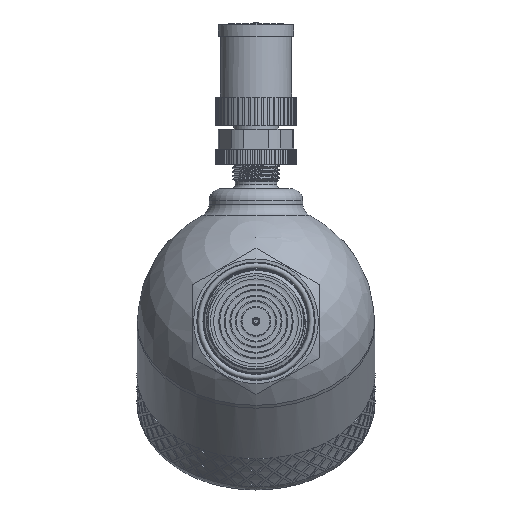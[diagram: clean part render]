
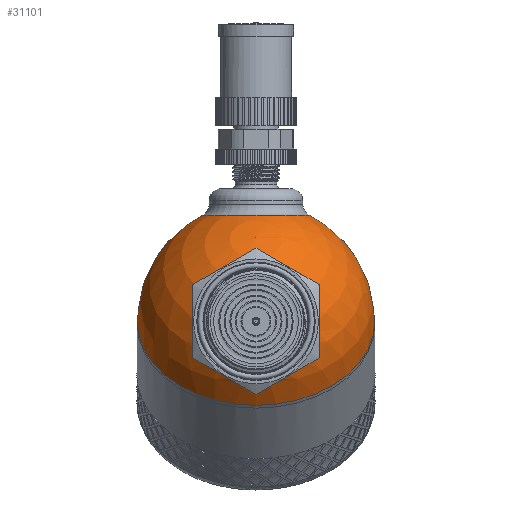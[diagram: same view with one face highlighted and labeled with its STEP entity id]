
A CAD part, left-side view. The second image highlights one B-rep face of the part: STEP entity #31101.
In plain terms, the highlighted spherical face has radius 30 mm.
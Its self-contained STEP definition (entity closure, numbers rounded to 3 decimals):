
#43=SPHERICAL_SURFACE('',#32441,30.);
#436=FACE_BOUND('',#10455,.T.);
#437=FACE_BOUND('',#10456,.T.);
#8339=FACE_OUTER_BOUND('',#10454,.T.);
#10454=EDGE_LOOP('',(#26975,#26976,#26977,#26978));
#10455=EDGE_LOOP('',(#26979));
#10456=EDGE_LOOP('',(#26980));
#11265=CIRCLE('',#32438,15.643);
#11268=CIRCLE('',#32442,30.);
#11269=CIRCLE('',#32443,30.);
#11270=CIRCLE('',#32444,30.);
#11271=CIRCLE('',#32445,13.5);
#14228=VERTEX_POINT('',#68251);
#14230=VERTEX_POINT('',#68257);
#14231=VERTEX_POINT('',#68258);
#14232=VERTEX_POINT('',#68260);
#14233=VERTEX_POINT('',#68263);
#18604=EDGE_CURVE('',#14228,#14228,#11265,.T.);
#18607=EDGE_CURVE('',#14230,#14231,#11268,.T.);
#18608=EDGE_CURVE('',#14230,#14232,#11269,.T.);
#18609=EDGE_CURVE('',#14231,#14230,#11270,.T.);
#18610=EDGE_CURVE('',#14233,#14233,#11271,.T.);
#26975=ORIENTED_EDGE('',*,*,#18607,.F.);
#26976=ORIENTED_EDGE('',*,*,#18608,.T.);
#26977=ORIENTED_EDGE('',*,*,#18608,.F.);
#26978=ORIENTED_EDGE('',*,*,#18609,.F.);
#26979=ORIENTED_EDGE('',*,*,#18604,.F.);
#26980=ORIENTED_EDGE('',*,*,#18610,.F.);
#31101=ADVANCED_FACE('',(#8339,#436,#437),#43,.T.);
#32438=AXIS2_PLACEMENT_3D('',#68252,#35738,#35739);
#32441=AXIS2_PLACEMENT_3D('',#68256,#35744,#35745);
#32442=AXIS2_PLACEMENT_3D('',#68259,#35746,#35747);
#32443=AXIS2_PLACEMENT_3D('',#68261,#35748,#35749);
#32444=AXIS2_PLACEMENT_3D('',#68262,#35750,#35751);
#32445=AXIS2_PLACEMENT_3D('',#68264,#35752,#35753);
#35738=DIRECTION('center_axis',(-0.707,0.,0.707));
#35739=DIRECTION('ref_axis',(0.707,0.,0.707));
#35744=DIRECTION('center_axis',(1.,0.,0.));
#35745=DIRECTION('ref_axis',(0.,-1.,0.));
#35746=DIRECTION('center_axis',(1.,0.,0.));
#35747=DIRECTION('ref_axis',(0.,1.,0.));
#35748=DIRECTION('center_axis',(0.,0.,1.));
#35749=DIRECTION('ref_axis',(0.,1.,0.));
#35750=DIRECTION('center_axis',(1.,0.,0.));
#35751=DIRECTION('ref_axis',(0.,1.,0.));
#35752=DIRECTION('center_axis',(-0.707,0.,-0.707));
#35753=DIRECTION('ref_axis',(-0.707,0.,0.707));
#68251=CARTESIAN_POINT('',(-29.162,0.,7.04));
#68252=CARTESIAN_POINT('Origin',(-18.101,0.,18.101));
#68256=CARTESIAN_POINT('Origin',(0.,0.,0.));
#68257=CARTESIAN_POINT('',(0.,30.,0.));
#68258=CARTESIAN_POINT('',(0.,-30.,0.));
#68259=CARTESIAN_POINT('Origin',(0.,0.,0.));
#68260=CARTESIAN_POINT('',(-30.,0.,0.));
#68261=CARTESIAN_POINT('Origin',(0.,0.,0.));
#68262=CARTESIAN_POINT('Origin',(0.,0.,0.));
#68263=CARTESIAN_POINT('',(-9.398,0.,-28.49));
#68264=CARTESIAN_POINT('Origin',(-18.944,0.,-18.944));
